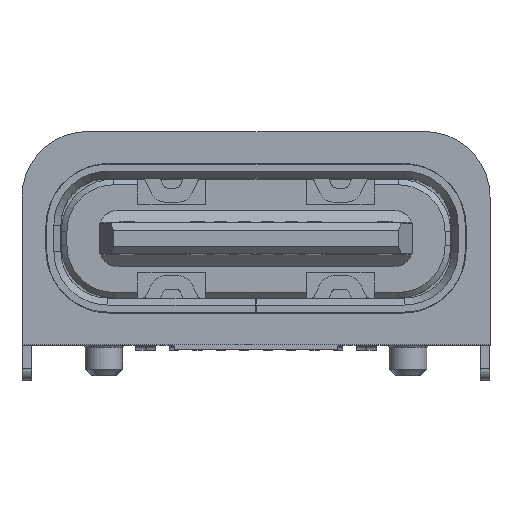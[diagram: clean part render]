
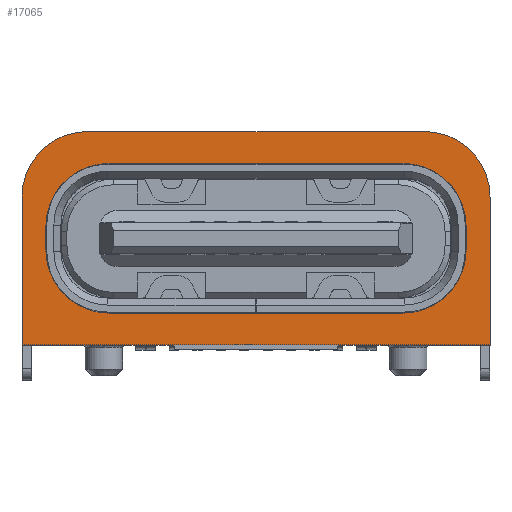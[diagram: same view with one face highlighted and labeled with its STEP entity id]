
A CAD part, top view. The second image highlights one B-rep face of the part: STEP entity #17065.
In plain terms, the highlighted face is planar.
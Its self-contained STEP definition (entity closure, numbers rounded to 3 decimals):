
#970=LINE('',#24543,#2561);
#1102=LINE('',#24876,#2693);
#1108=LINE('',#24892,#2699);
#1109=LINE('',#24896,#2700);
#1110=LINE('',#24897,#2701);
#1111=LINE('',#24901,#2702);
#1112=LINE('',#24905,#2703);
#1113=LINE('',#24908,#2704);
#2561=VECTOR('',#20423,1000.);
#2693=VECTOR('',#20747,1000.);
#2699=VECTOR('',#20763,1000.);
#2700=VECTOR('',#20768,1000.);
#2701=VECTOR('',#20769,1000.);
#2702=VECTOR('',#20772,1000.);
#2703=VECTOR('',#20775,1000.);
#2704=VECTOR('',#20778,1000.);
#3597=PLANE('',#17972);
#6373=ORIENTED_EDGE('',*,*,#9160,.T.);
#6374=ORIENTED_EDGE('',*,*,#9163,.F.);
#6375=ORIENTED_EDGE('',*,*,#9164,.T.);
#6376=ORIENTED_EDGE('',*,*,#9165,.T.);
#6377=ORIENTED_EDGE('',*,*,#9157,.T.);
#6378=ORIENTED_EDGE('',*,*,#9166,.F.);
#6379=ORIENTED_EDGE('',*,*,#9167,.T.);
#6380=ORIENTED_EDGE('',*,*,#9168,.T.);
#6381=ORIENTED_EDGE('',*,*,#9169,.T.);
#6382=ORIENTED_EDGE('',*,*,#9170,.T.);
#6383=ORIENTED_EDGE('',*,*,#9009,.F.);
#6384=ORIENTED_EDGE('',*,*,#9155,.T.);
#6385=ORIENTED_EDGE('',*,*,#9171,.T.);
#6386=ORIENTED_EDGE('',*,*,#9172,.T.);
#9009=EDGE_CURVE('',#10649,#10650,#970,.T.);
#9155=EDGE_CURVE('',#10649,#10722,#1102,.T.);
#9157=EDGE_CURVE('',#10724,#10723,#11382,.T.);
#9160=EDGE_CURVE('',#10726,#10725,#11383,.T.);
#9163=EDGE_CURVE('',#10727,#10725,#1108,.T.);
#9164=EDGE_CURVE('',#10727,#10728,#11384,.T.);
#9165=EDGE_CURVE('',#10728,#10724,#1109,.T.);
#9166=EDGE_CURVE('',#10729,#10723,#1110,.T.);
#9167=EDGE_CURVE('',#10729,#10730,#11385,.T.);
#9168=EDGE_CURVE('',#10730,#10726,#1111,.T.);
#9169=EDGE_CURVE('',#10731,#10732,#11386,.T.);
#9170=EDGE_CURVE('',#10732,#10650,#1112,.T.);
#9171=EDGE_CURVE('',#10722,#10733,#11387,.T.);
#9172=EDGE_CURVE('',#10733,#10731,#1113,.T.);
#10649=VERTEX_POINT('',#24542);
#10650=VERTEX_POINT('',#24544);
#10722=VERTEX_POINT('',#24875);
#10723=VERTEX_POINT('',#24879);
#10724=VERTEX_POINT('',#24881);
#10725=VERTEX_POINT('',#24885);
#10726=VERTEX_POINT('',#24887);
#10727=VERTEX_POINT('',#24891);
#10728=VERTEX_POINT('',#24895);
#10729=VERTEX_POINT('',#24898);
#10730=VERTEX_POINT('',#24900);
#10731=VERTEX_POINT('',#24903);
#10732=VERTEX_POINT('',#24904);
#10733=VERTEX_POINT('',#24907);
#11382=CIRCLE('',#17968,1.35);
#11383=CIRCLE('',#17970,1.35);
#11384=CIRCLE('',#17973,1.35);
#11385=CIRCLE('',#17974,1.35);
#11386=CIRCLE('',#17975,1.4);
#11387=CIRCLE('',#17976,1.4);
#12073=EDGE_LOOP('',(#6373,#6374,#6375,#6376,#6377,#6378,#6379,#6380));
#12074=EDGE_LOOP('',(#6381,#6382,#6383,#6384,#6385,#6386));
#12836=FACE_BOUND('',#12073,.T.);
#12837=FACE_BOUND('',#12074,.T.);
#17065=ADVANCED_FACE('',(#12836,#12837),#3597,.T.);
#17968=AXIS2_PLACEMENT_3D('',#24880,#20751,#20752);
#17970=AXIS2_PLACEMENT_3D('',#24886,#20757,#20758);
#17972=AXIS2_PLACEMENT_3D('',#24893,#20764,#20765);
#17973=AXIS2_PLACEMENT_3D('',#24894,#20766,#20767);
#17974=AXIS2_PLACEMENT_3D('',#24899,#20770,#20771);
#17975=AXIS2_PLACEMENT_3D('',#24902,#20773,#20774);
#17976=AXIS2_PLACEMENT_3D('',#24906,#20776,#20777);
#20423=DIRECTION('',(-1.,0.,0.));
#20747=DIRECTION('',(0.,0.,1.));
#20751=DIRECTION('',(0.,1.,0.));
#20752=DIRECTION('',(0.,0.,1.));
#20757=DIRECTION('',(0.,1.,0.));
#20758=DIRECTION('',(0.,0.,1.));
#20763=DIRECTION('',(0.,0.,-1.));
#20764=DIRECTION('',(0.,-1.,0.));
#20765=DIRECTION('',(0.,0.,-1.));
#20766=DIRECTION('',(0.,1.,0.));
#20767=DIRECTION('',(0.,0.,1.));
#20768=DIRECTION('',(1.,0.,0.));
#20769=DIRECTION('',(0.,0.,1.));
#20770=DIRECTION('',(0.,1.,0.));
#20771=DIRECTION('',(0.,0.,1.));
#20772=DIRECTION('',(-1.,0.,0.));
#20773=DIRECTION('',(0.,-1.,0.));
#20774=DIRECTION('',(0.,0.,-1.));
#20775=DIRECTION('',(0.,0.,-1.));
#20776=DIRECTION('',(0.,-1.,0.));
#20777=DIRECTION('',(0.,0.,-1.));
#20778=DIRECTION('',(-1.,0.,0.));
#24542=CARTESIAN_POINT('',(33.,41.2,-4.29));
#24543=CARTESIAN_POINT('',(23.,41.2,-4.29));
#24544=CARTESIAN_POINT('',(23.,41.2,-4.29));
#24875=CARTESIAN_POINT('',(33.,41.2,-1.13));
#24876=CARTESIAN_POINT('',(33.,41.2,-1.13));
#24879=CARTESIAN_POINT('',(32.49,41.2,-1.76));
#24880=CARTESIAN_POINT('',(31.14,41.2,-1.76));
#24881=CARTESIAN_POINT('',(31.14,41.2,-0.41));
#24885=CARTESIAN_POINT('',(23.51,41.2,-2.26));
#24886=CARTESIAN_POINT('',(24.86,41.2,-2.26));
#24887=CARTESIAN_POINT('',(24.86,41.2,-3.61));
#24891=CARTESIAN_POINT('',(23.51,41.2,-1.76));
#24892=CARTESIAN_POINT('',(23.51,41.2,-2.01));
#24893=CARTESIAN_POINT('',(31.6,41.2,-1.13));
#24894=CARTESIAN_POINT('',(24.86,41.2,-1.76));
#24895=CARTESIAN_POINT('',(24.86,41.2,-0.41));
#24896=CARTESIAN_POINT('',(31.6,41.2,-0.41));
#24897=CARTESIAN_POINT('',(32.49,41.2,-2.01));
#24898=CARTESIAN_POINT('',(32.49,41.2,-2.26));
#24899=CARTESIAN_POINT('',(31.14,41.2,-2.26));
#24900=CARTESIAN_POINT('',(31.14,41.2,-3.61));
#24901=CARTESIAN_POINT('',(31.6,41.2,-3.61));
#24902=CARTESIAN_POINT('',(24.4,41.2,-1.13));
#24903=CARTESIAN_POINT('',(24.4,41.2,0.27));
#24904=CARTESIAN_POINT('',(23.,41.2,-1.13));
#24905=CARTESIAN_POINT('',(23.,41.2,-1.13));
#24906=CARTESIAN_POINT('',(31.6,41.2,-1.13));
#24907=CARTESIAN_POINT('',(31.6,41.2,0.27));
#24908=CARTESIAN_POINT('',(31.6,41.2,0.27));
